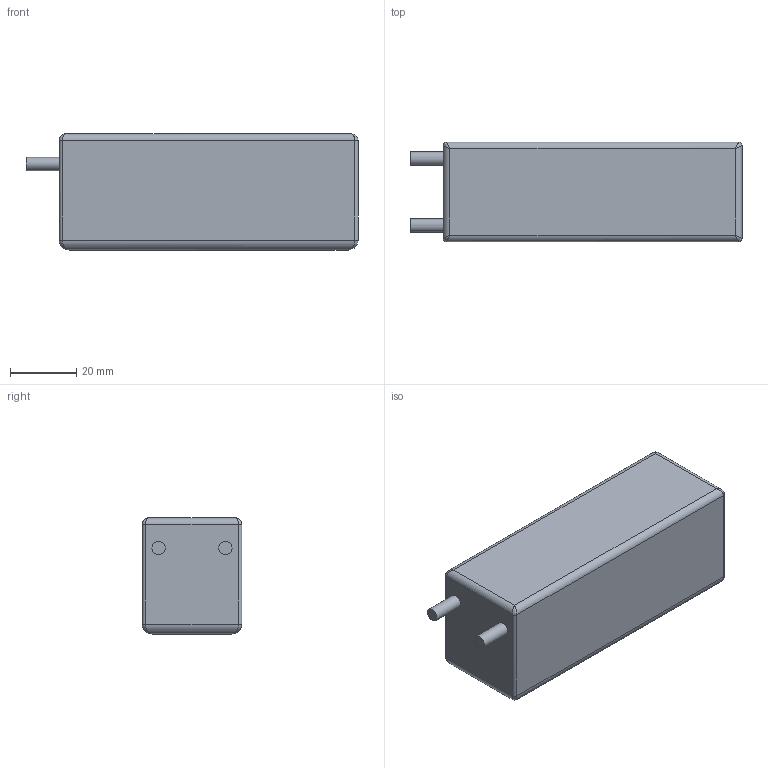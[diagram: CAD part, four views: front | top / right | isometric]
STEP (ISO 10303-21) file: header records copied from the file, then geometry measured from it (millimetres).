
FILE_DESCRIPTION(('FreeCAD Model'),'2;1');
FILE_NAME('Open CASCADE Shape Model','2023-11-24T10:12:35',(''),(''), 'Open CASCADE STEP processor 7.6','FreeCAD','Unknown');
FILE_SCHEMA(('AUTOMOTIVE_DESIGN { 1 0 10303 214 1 1 1 1 }'));
Length unit declared in the file: millimetre
Products named in the file (1): lipo_001
Bounding box: 100 x 30 x 35 mm (x, y, z)
Volume: 94066.6 mm3; surface area: 13470.7 mm2
Topology: 1 solids, 1 shells, 30 faces, 62 edges, 28 vertices
Faces by surface type: cylinder 14, plane 8, bspline 8
Full cylindrical faces by diameter (mm): 4 x2
Entity records: 2060 total; most frequent: CARTESIAN_POINT 1001, DIRECTION 172, ORIENTED_EDGE 108, PCURVE 108, DEFINITIONAL_REPRESENTATION 108, LINE 106, VECTOR 106, EDGE_CURVE 54
